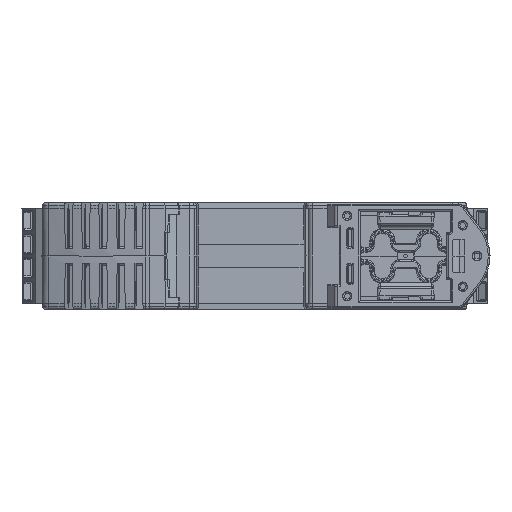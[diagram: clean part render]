
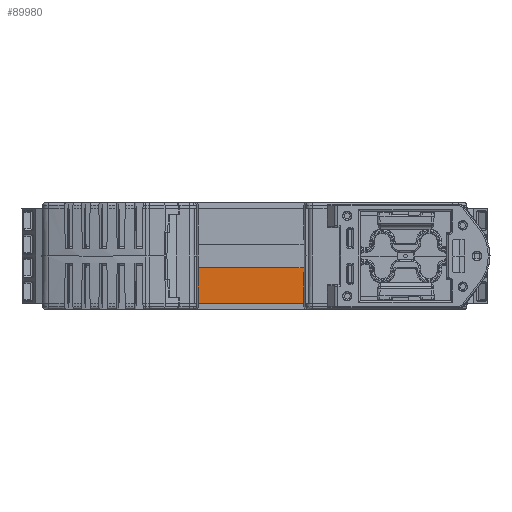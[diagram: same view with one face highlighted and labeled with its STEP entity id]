
A CAD part, left-side view. The second image highlights one B-rep face of the part: STEP entity #89980.
In plain terms, the highlighted planar face has unit normal (-1, 0, 0.009).
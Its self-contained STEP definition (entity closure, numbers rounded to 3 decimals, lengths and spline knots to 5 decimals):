
#330 = EDGE_CURVE ( 'NONE', #15070, #119491, #157513, .T. ) ;
#14923 = CARTESIAN_POINT ( 'NONE',  ( -1.82813, 0.47106, -0.09816 ) ) ;
#15070 = VERTEX_POINT ( 'NONE', #119975 ) ;
#17246 = AXIS2_PLACEMENT_3D ( 'NONE', #94960, #56107, #68501 ) ;
#19508 = VERTEX_POINT ( 'NONE', #14923 ) ;
#20996 = DIRECTION ( 'NONE',  ( 0., -1., 0. ) ) ;
#21204 = VECTOR ( 'NONE', #71991, 39.37008 ) ;
#21214 = CARTESIAN_POINT ( 'NONE',  ( -1.82727, 0.47181, 0. ) ) ;
#32792 = CARTESIAN_POINT ( 'NONE',  ( -1.83071, 0.4688, -0.3937 ) ) ;
#35803 = LINE ( 'NONE', #162214, #88899 ) ;
#40342 = ORIENTED_EDGE ( 'NONE', *, *, #152958, .T. ) ;
#52064 = ORIENTED_EDGE ( 'NONE', *, *, #330, .T. ) ;
#56107 = DIRECTION ( 'NONE',  ( -1., 0., 0.009 ) ) ;
#58531 = FACE_OUTER_BOUND ( 'NONE', #68611, .T. ) ;
#60637 = ORIENTED_EDGE ( 'NONE', *, *, #149237, .T. ) ;
#68501 = DIRECTION ( 'NONE',  ( 0.009, 0., 1. ) ) ;
#68611 = EDGE_LOOP ( 'NONE', ( #131059, #40342, #60637, #52064 ) ) ;
#71991 = DIRECTION ( 'NONE',  ( 0., -1., 0. ) ) ;
#72469 = EDGE_CURVE ( 'NONE', #19508, #119491, #35803, .T. ) ;
#74198 = VECTOR ( 'NONE', #133530, 39.37008 ) ;
#88899 = VECTOR ( 'NONE', #20996, 39.37008 ) ;
#89980 = ADVANCED_FACE ( 'NONE', ( #58531 ), #134544, .T. ) ;
#94960 = CARTESIAN_POINT ( 'NONE',  ( -1.83071, 0.4688, -0.3937 ) ) ;
#95599 = CARTESIAN_POINT ( 'NONE',  ( -1.83071, -0.40915, -0.3937 ) ) ;
#109199 = LINE ( 'NONE', #145568, #21204 ) ;
#109644 = DIRECTION ( 'NONE',  ( -0.009, -0.008, -1. ) ) ;
#119491 = VERTEX_POINT ( 'NONE', #136059 ) ;
#119975 = CARTESIAN_POINT ( 'NONE',  ( -1.83071, -0.40915, -0.3937 ) ) ;
#125735 = VECTOR ( 'NONE', #109644, 39.37008 ) ;
#131059 = ORIENTED_EDGE ( 'NONE', *, *, #72469, .F. ) ;
#133530 = DIRECTION ( 'NONE',  ( 0.009, -0.008, 1. ) ) ;
#134544 = PLANE ( 'NONE',  #17246 ) ;
#136059 = CARTESIAN_POINT ( 'NONE',  ( -1.82813, -0.41141, -0.09816 ) ) ;
#145568 = CARTESIAN_POINT ( 'NONE',  ( -1.83071, 0.4688, -0.3937 ) ) ;
#149237 = EDGE_CURVE ( 'NONE', #151667, #15070, #109199, .T. ) ;
#151667 = VERTEX_POINT ( 'NONE', #32792 ) ;
#152958 = EDGE_CURVE ( 'NONE', #19508, #151667, #163252, .T. ) ;
#157513 = LINE ( 'NONE', #95599, #74198 ) ;
#162214 = CARTESIAN_POINT ( 'NONE',  ( -1.82813, 0.4688, -0.09816 ) ) ;
#163252 = LINE ( 'NONE', #21214, #125735 ) ;
